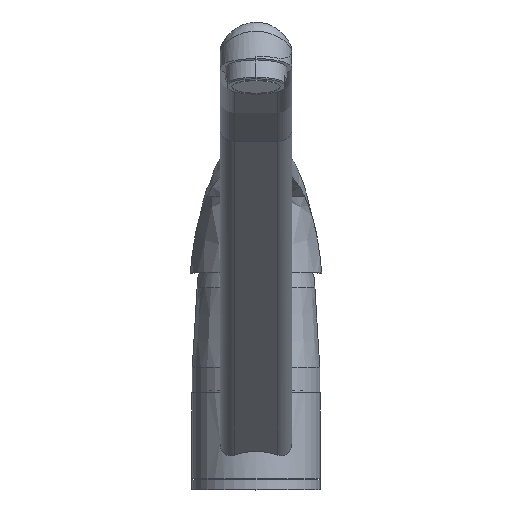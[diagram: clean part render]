
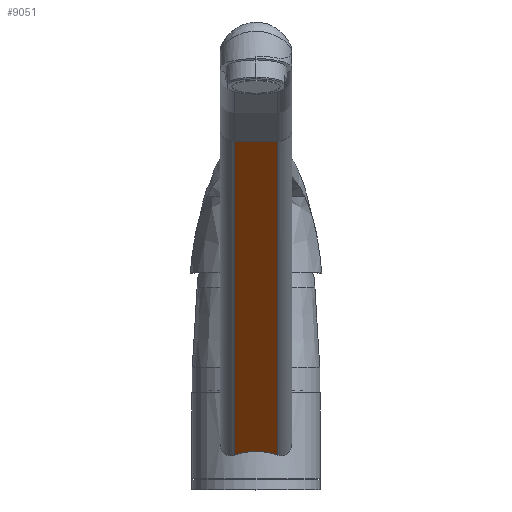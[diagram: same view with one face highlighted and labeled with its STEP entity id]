
A CAD part, top view. The second image highlights one B-rep face of the part: STEP entity #9051.
In plain terms, the highlighted planar face has unit normal (0, -0.731, 0.682).
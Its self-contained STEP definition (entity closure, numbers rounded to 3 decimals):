
#3200=DIRECTION('',(0.,0.682,0.731));
#3201=VECTOR('',#3200,179.363);
#3202=CARTESIAN_POINT('',(8.5,13.556,23.511));
#3203=LINE('',#3202,#3201);
#3204=CARTESIAN_POINT('',(8.5,13.556,23.511));
#3205=CARTESIAN_POINT('',(7.083,14.034,24.023));
#3206=CARTESIAN_POINT('',(4.25,14.722,24.761));
#3207=CARTESIAN_POINT('',(0.,15.057,25.12));
#3208=CARTESIAN_POINT('',(-4.25,14.722,24.761));
#3209=CARTESIAN_POINT('',(-7.083,14.034,24.023));
#3210=CARTESIAN_POINT('',(-8.5,13.556,23.511));
#3212=DIRECTION('',(0.,0.682,0.731));
#3213=VECTOR('',#3212,179.363);
#3214=CARTESIAN_POINT('',(-8.5,13.556,23.511));
#3215=LINE('',#3214,#3213);
#3216=CARTESIAN_POINT('',(-8.5,13.556,23.511));
#3329=DIRECTION('',(1.,0.,0.));
#3330=VECTOR('',#3329,17.);
#3331=CARTESIAN_POINT('',(-8.5,135.881,154.688));
#3332=LINE('',#3331,#3330);
#4472=CARTESIAN_POINT('',(-8.5,135.881,154.688));
#4473=VERTEX_POINT('',#4472);
#4474=CARTESIAN_POINT('',(8.5,135.881,154.688));
#4475=VERTEX_POINT('',#4474);
#4545=VERTEX_POINT('',#3216);
#4546=VERTEX_POINT('',#3204);
#9038=CARTESIAN_POINT('',(-8.5,5.727,15.115));
#9039=DIRECTION('',(0.,-0.731,0.682));
#9040=DIRECTION('',(1.,0.,0.));
#9041=AXIS2_PLACEMENT_3D('',#9038,#9039,#9040);
#9042=PLANE('',#9041);
#9043=ORIENTED_EDGE('',*,*,#5823,.T.);
#9045=ORIENTED_EDGE('',*,*,#9044,.T.);
#9047=ORIENTED_EDGE('',*,*,#9046,.T.);
#9048=ORIENTED_EDGE('',*,*,#9023,.F.);
#9049=EDGE_LOOP('',(#9043,#9045,#9047,#9048));
#9050=FACE_OUTER_BOUND('',#9049,.F.);
#9051=ADVANCED_FACE('',(#9050),#9042,.T.);
#3211=B_SPLINE_CURVE_WITH_KNOTS('',3,(#3204,#3205,#3206,#3207,#3208,#3209,
#3210),.UNSPECIFIED.,.F.,.F.,(4,1,1,1,4),(0.,0.25,0.5,0.75,1.),
.UNSPECIFIED.);
#5823=EDGE_CURVE('',#4546,#4545,#3211,.T.);
#9023=EDGE_CURVE('',#4546,#4475,#3203,.T.);
#9044=EDGE_CURVE('',#4545,#4473,#3215,.T.);
#9046=EDGE_CURVE('',#4473,#4475,#3332,.T.);
